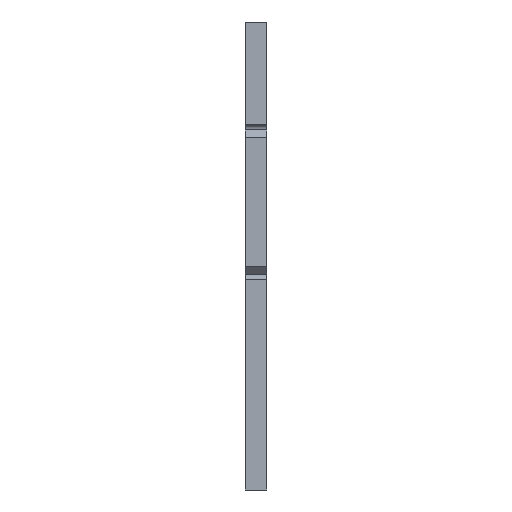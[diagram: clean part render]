
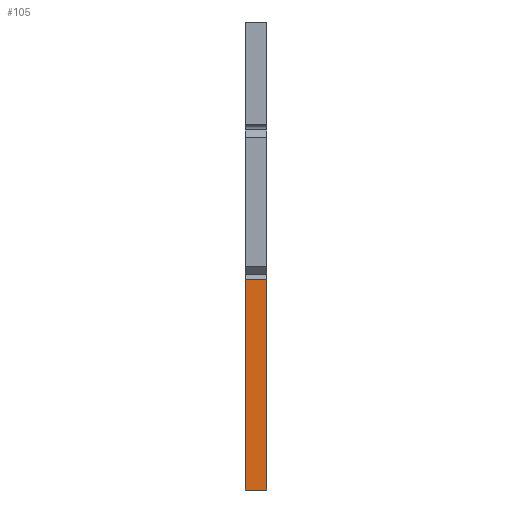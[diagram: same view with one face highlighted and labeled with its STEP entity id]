
A CAD part, left-side view. The second image highlights one B-rep face of the part: STEP entity #105.
In plain terms, the highlighted planar face has unit normal (-1, 0, 0).
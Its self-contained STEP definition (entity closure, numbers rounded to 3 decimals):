
#2 = DIRECTION ( 'NONE',  ( -1., 0., 0. ) ) ;
#80 = LINE ( 'NONE', #800, #167 ) ;
#93 = EDGE_LOOP ( 'NONE', ( #537, #953, #810, #713 ) ) ;
#105 = ADVANCED_FACE ( 'NONE', ( #685 ), #914, .T. ) ;
#137 = DIRECTION ( 'NONE',  ( 0., -1., 0. ) ) ;
#167 = VECTOR ( 'NONE', #646, 1000. ) ;
#202 = LINE ( 'NONE', #964, #904 ) ;
#205 = CARTESIAN_POINT ( 'NONE',  ( -149.25, 0., -32.5 ) ) ;
#266 = LINE ( 'NONE', #849, #573 ) ;
#295 = EDGE_CURVE ( 'NONE', #517, #437, #80, .T. ) ;
#325 = EDGE_CURVE ( 'NONE', #380, #452, #202, .T. ) ;
#354 = CARTESIAN_POINT ( 'NONE',  ( -149.25, 0., -3.25 ) ) ;
#380 = VERTEX_POINT ( 'NONE', #354 ) ;
#414 = CARTESIAN_POINT ( 'NONE',  ( -149.25, -3., -3.25 ) ) ;
#435 = AXIS2_PLACEMENT_3D ( 'NONE', #526, #2, #695 ) ;
#437 = VERTEX_POINT ( 'NONE', #205 ) ;
#452 = VERTEX_POINT ( 'NONE', #414 ) ;
#478 = LINE ( 'NONE', #489, #897 ) ;
#489 = CARTESIAN_POINT ( 'NONE',  ( -149.25, -3., 32.5 ) ) ;
#517 = VERTEX_POINT ( 'NONE', #675 ) ;
#526 = CARTESIAN_POINT ( 'NONE',  ( -149.25, -3., 32.5 ) ) ;
#537 = ORIENTED_EDGE ( 'NONE', *, *, #325, .F. ) ;
#566 = DIRECTION ( 'NONE',  ( 0., 0., 1. ) ) ;
#573 = VECTOR ( 'NONE', #768, 1000. ) ;
#622 = EDGE_CURVE ( 'NONE', #437, #380, #266, .T. ) ;
#646 = DIRECTION ( 'NONE',  ( 0., 1., 0. ) ) ;
#675 = CARTESIAN_POINT ( 'NONE',  ( -149.25, -3., -32.5 ) ) ;
#685 = FACE_OUTER_BOUND ( 'NONE', #93, .T. ) ;
#695 = DIRECTION ( 'NONE',  ( 0., 0., 1. ) ) ;
#713 = ORIENTED_EDGE ( 'NONE', *, *, #925, .T. ) ;
#768 = DIRECTION ( 'NONE',  ( 0., 0., 1. ) ) ;
#800 = CARTESIAN_POINT ( 'NONE',  ( -149.25, -3., -32.5 ) ) ;
#810 = ORIENTED_EDGE ( 'NONE', *, *, #295, .F. ) ;
#849 = CARTESIAN_POINT ( 'NONE',  ( -149.25, 0., 32.5 ) ) ;
#897 = VECTOR ( 'NONE', #566, 1000. ) ;
#904 = VECTOR ( 'NONE', #137, 1000. ) ;
#914 = PLANE ( 'NONE',  #435 ) ;
#925 = EDGE_CURVE ( 'NONE', #517, #452, #478, .T. ) ;
#953 = ORIENTED_EDGE ( 'NONE', *, *, #622, .F. ) ;
#964 = CARTESIAN_POINT ( 'NONE',  ( -149.25, -3., -3.25 ) ) ;
